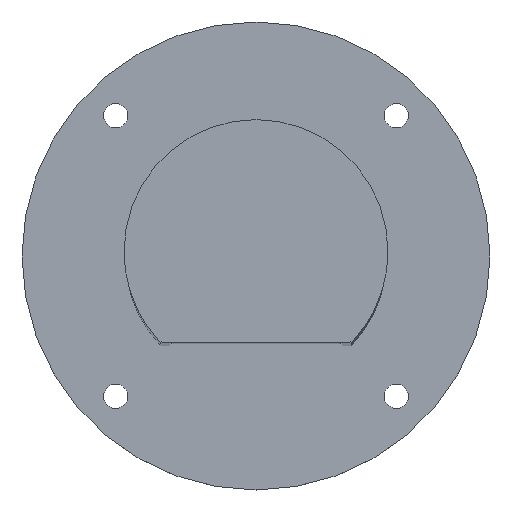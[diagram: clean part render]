
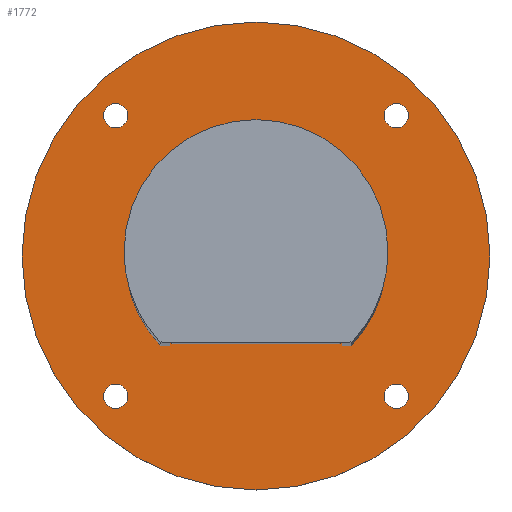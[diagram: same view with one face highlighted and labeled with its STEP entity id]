
A CAD part, top view. The second image highlights one B-rep face of the part: STEP entity #1772.
In plain terms, the highlighted face is planar.
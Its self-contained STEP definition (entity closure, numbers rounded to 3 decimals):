
#5 = CARTESIAN_POINT ( 'NONE',  ( 0., 0., 0. ) ) ;
#16 = CARTESIAN_POINT ( 'NONE',  ( 40.75, 37.5, 0. ) ) ;
#33 = CARTESIAN_POINT ( 'NONE',  ( 0., 0., 0. ) ) ;
#35 = CIRCLE ( 'NONE', #646, 3.25 ) ;
#40 = VERTEX_POINT ( 'NONE', #825 ) ;
#112 = ORIENTED_EDGE ( 'NONE', *, *, #1732, .F. ) ;
#124 = VERTEX_POINT ( 'NONE', #1755 ) ;
#131 = ORIENTED_EDGE ( 'NONE', *, *, #1005, .F. ) ;
#175 = CARTESIAN_POINT ( 'NONE',  ( 34.25, 37.5, 0. ) ) ;
#190 = DIRECTION ( 'NONE',  ( 1., 0., 0. ) ) ;
#234 = AXIS2_PLACEMENT_3D ( 'NONE', #33, #1808, #322 ) ;
#250 = ORIENTED_EDGE ( 'NONE', *, *, #697, .T. ) ;
#274 = CARTESIAN_POINT ( 'NONE',  ( 0., 0., 0. ) ) ;
#285 = DIRECTION ( 'NONE',  ( 0., 0., -1. ) ) ;
#322 = DIRECTION ( 'NONE',  ( 1., 0., 0. ) ) ;
#332 = VERTEX_POINT ( 'NONE', #1346 ) ;
#356 = CARTESIAN_POINT ( 'NONE',  ( 18.138, -20., 0. ) ) ;
#369 = EDGE_CURVE ( 'NONE', #583, #981, #35, .T. ) ;
#383 = CARTESIAN_POINT ( 'NONE',  ( 0., 0., 0. ) ) ;
#427 = CARTESIAN_POINT ( 'NONE',  ( -37.5, 37.5, 0. ) ) ;
#430 = ORIENTED_EDGE ( 'NONE', *, *, #1463, .T. ) ;
#435 = DIRECTION ( 'NONE',  ( 1., 0., 0. ) ) ;
#516 = CARTESIAN_POINT ( 'NONE',  ( -34.25, -37.5, 0. ) ) ;
#526 = EDGE_CURVE ( 'NONE', #738, #624, #1234, .T. ) ;
#546 = CARTESIAN_POINT ( 'NONE',  ( 37.5, -37.5, 0. ) ) ;
#580 = DIRECTION ( 'NONE',  ( 1., 0., 0. ) ) ;
#582 = EDGE_CURVE ( 'NONE', #628, #124, #1155, .T. ) ;
#583 = VERTEX_POINT ( 'NONE', #1929 ) ;
#593 = DIRECTION ( 'NONE',  ( 1., 0., 0. ) ) ;
#624 = VERTEX_POINT ( 'NONE', #2068 ) ;
#628 = VERTEX_POINT ( 'NONE', #1496 ) ;
#633 = EDGE_CURVE ( 'NONE', #332, #674, #965, .T. ) ;
#646 = AXIS2_PLACEMENT_3D ( 'NONE', #546, #912, #2383 ) ;
#667 = DIRECTION ( 'NONE',  ( 0., 0., 1. ) ) ;
#674 = VERTEX_POINT ( 'NONE', #1895 ) ;
#675 = DIRECTION ( 'NONE',  ( 0., 0., 1. ) ) ;
#697 = EDGE_CURVE ( 'NONE', #981, #583, #917, .T. ) ;
#738 = VERTEX_POINT ( 'NONE', #805 ) ;
#750 = ORIENTED_EDGE ( 'NONE', *, *, #633, .F. ) ;
#780 = ORIENTED_EDGE ( 'NONE', *, *, #885, .T. ) ;
#805 = CARTESIAN_POINT ( 'NONE',  ( 27., 0., 0. ) ) ;
#808 = EDGE_LOOP ( 'NONE', ( #780, #1446 ) ) ;
#812 = DIRECTION ( 'NONE',  ( 0., 0., -1. ) ) ;
#819 = EDGE_LOOP ( 'NONE', ( #250, #1660 ) ) ;
#825 = CARTESIAN_POINT ( 'NONE',  ( -62.5, 0., 0. ) ) ;
#831 = CARTESIAN_POINT ( 'NONE',  ( 0., 0., 0. ) ) ;
#838 = DIRECTION ( 'NONE',  ( 1., 0., 0. ) ) ;
#885 = EDGE_CURVE ( 'NONE', #1620, #1102, #927, .T. ) ;
#903 = ORIENTED_EDGE ( 'NONE', *, *, #1100, .T. ) ;
#912 = DIRECTION ( 'NONE',  ( 0., 0., 1. ) ) ;
#917 = CIRCLE ( 'NONE', #2012, 3.25 ) ;
#927 = CIRCLE ( 'NONE', #2202, 3.25 ) ;
#965 = CIRCLE ( 'NONE', #2059, 27. ) ;
#966 = EDGE_CURVE ( 'NONE', #124, #628, #2382, .T. ) ;
#981 = VERTEX_POINT ( 'NONE', #1433 ) ;
#1005 = EDGE_CURVE ( 'NONE', #40, #1056, #2286, .T. ) ;
#1056 = VERTEX_POINT ( 'NONE', #1885 ) ;
#1072 = ORIENTED_EDGE ( 'NONE', *, *, #526, .F. ) ;
#1083 = ORIENTED_EDGE ( 'NONE', *, *, #1278, .F. ) ;
#1100 = EDGE_CURVE ( 'NONE', #1857, #2271, #2233, .T. ) ;
#1102 = VERTEX_POINT ( 'NONE', #16 ) ;
#1113 = EDGE_LOOP ( 'NONE', ( #903, #430 ) ) ;
#1114 = DIRECTION ( 'NONE',  ( 1., 0., 0. ) ) ;
#1153 = CARTESIAN_POINT ( 'NONE',  ( 37.5, -37.5, 0. ) ) ;
#1155 = CIRCLE ( 'NONE', #2188, 3.25 ) ;
#1161 = DIRECTION ( 'NONE',  ( -1., 0., 0. ) ) ;
#1162 = EDGE_LOOP ( 'NONE', ( #112, #1072, #1083, #750 ) ) ;
#1195 = EDGE_CURVE ( 'NONE', #1056, #40, #2335, .T. ) ;
#1219 = CARTESIAN_POINT ( 'NONE',  ( -40.75, -37.5, 0. ) ) ;
#1232 = AXIS2_PLACEMENT_3D ( 'NONE', #1924, #812, #2097 ) ;
#1234 = CIRCLE ( 'NONE', #1232, 27. ) ;
#1243 = DIRECTION ( 'NONE',  ( 1., 0., 0. ) ) ;
#1264 = DIRECTION ( 'NONE',  ( 0., 0., 1. ) ) ;
#1278 = EDGE_CURVE ( 'NONE', #674, #738, #2392, .T. ) ;
#1280 = DIRECTION ( 'NONE',  ( 0., 0., 1. ) ) ;
#1315 = DIRECTION ( 'NONE',  ( 0., 0., 1. ) ) ;
#1317 = CIRCLE ( 'NONE', #1959, 3.25 ) ;
#1327 = AXIS2_PLACEMENT_3D ( 'NONE', #2048, #1315, #593 ) ;
#1343 = FACE_BOUND ( 'NONE', #819, .T. ) ;
#1344 = FACE_BOUND ( 'NONE', #1113, .T. ) ;
#1346 = CARTESIAN_POINT ( 'NONE',  ( -18.138, -20., 0. ) ) ;
#1365 = FACE_OUTER_BOUND ( 'NONE', #1739, .T. ) ;
#1368 = FACE_BOUND ( 'NONE', #1737, .T. ) ;
#1372 = FACE_BOUND ( 'NONE', #1162, .T. ) ;
#1378 = FACE_BOUND ( 'NONE', #808, .T. ) ;
#1407 = VECTOR ( 'NONE', #1161, 1000. ) ;
#1433 = CARTESIAN_POINT ( 'NONE',  ( 34.25, -37.5, 0. ) ) ;
#1445 = DIRECTION ( 'NONE',  ( 0., 0., 1. ) ) ;
#1446 = ORIENTED_EDGE ( 'NONE', *, *, #1812, .T. ) ;
#1449 = DIRECTION ( 'NONE',  ( 0., 0., 1. ) ) ;
#1463 = EDGE_CURVE ( 'NONE', #2271, #1857, #1962, .T. ) ;
#1496 = CARTESIAN_POINT ( 'NONE',  ( -34.25, 37.5, 0. ) ) ;
#1511 = AXIS2_PLACEMENT_3D ( 'NONE', #274, #285, #435 ) ;
#1512 = CARTESIAN_POINT ( 'NONE',  ( -37.5, 37.5, 0. ) ) ;
#1524 = ORIENTED_EDGE ( 'NONE', *, *, #966, .T. ) ;
#1556 = DIRECTION ( 'NONE',  ( 0., 0., 1. ) ) ;
#1620 = VERTEX_POINT ( 'NONE', #175 ) ;
#1660 = ORIENTED_EDGE ( 'NONE', *, *, #369, .T. ) ;
#1697 = LINE ( 'NONE', #356, #1407 ) ;
#1732 = EDGE_CURVE ( 'NONE', #624, #332, #1697, .T. ) ;
#1736 = PLANE ( 'NONE',  #234 ) ;
#1737 = EDGE_LOOP ( 'NONE', ( #1524, #2230 ) ) ;
#1739 = EDGE_LOOP ( 'NONE', ( #131, #2205 ) ) ;
#1745 = DIRECTION ( 'NONE',  ( -1., 0., 0. ) ) ;
#1755 = CARTESIAN_POINT ( 'NONE',  ( -40.75, 37.5, 0. ) ) ;
#1772 = ADVANCED_FACE ( 'NONE', ( #1372, #1344, #1378, #1365, #1368, #1343 ), #1736, .F. ) ;
#1808 = DIRECTION ( 'NONE',  ( 0., 0., 1. ) ) ;
#1812 = EDGE_CURVE ( 'NONE', #1102, #1620, #1317, .T. ) ;
#1843 = AXIS2_PLACEMENT_3D ( 'NONE', #831, #1449, #838 ) ;
#1857 = VERTEX_POINT ( 'NONE', #1219 ) ;
#1871 = DIRECTION ( 'NONE',  ( 0., 0., -1. ) ) ;
#1876 = DIRECTION ( 'NONE',  ( 1., 0., 0. ) ) ;
#1879 = CARTESIAN_POINT ( 'NONE',  ( -37.5, -37.5, 0. ) ) ;
#1885 = CARTESIAN_POINT ( 'NONE',  ( 62.5, 0., 0. ) ) ;
#1895 = CARTESIAN_POINT ( 'NONE',  ( -27., 0., 0. ) ) ;
#1908 = CARTESIAN_POINT ( 'NONE',  ( 37.5, 37.5, 0. ) ) ;
#1913 = AXIS2_PLACEMENT_3D ( 'NONE', #383, #1556, #190 ) ;
#1924 = CARTESIAN_POINT ( 'NONE',  ( 0., 0., 0. ) ) ;
#1929 = CARTESIAN_POINT ( 'NONE',  ( 40.75, -37.5, 0. ) ) ;
#1959 = AXIS2_PLACEMENT_3D ( 'NONE', #2312, #1445, #580 ) ;
#1962 = CIRCLE ( 'NONE', #2083, 3.25 ) ;
#2012 = AXIS2_PLACEMENT_3D ( 'NONE', #1153, #667, #2096 ) ;
#2048 = CARTESIAN_POINT ( 'NONE',  ( -37.5, -37.5, 0. ) ) ;
#2059 = AXIS2_PLACEMENT_3D ( 'NONE', #5, #1871, #1114 ) ;
#2068 = CARTESIAN_POINT ( 'NONE',  ( 18.138, -20., 0. ) ) ;
#2083 = AXIS2_PLACEMENT_3D ( 'NONE', #1879, #1264, #1243 ) ;
#2096 = DIRECTION ( 'NONE',  ( -1., 0., 0. ) ) ;
#2097 = DIRECTION ( 'NONE',  ( 1., 0., 0. ) ) ;
#2188 = AXIS2_PLACEMENT_3D ( 'NONE', #1512, #2210, #2220 ) ;
#2202 = AXIS2_PLACEMENT_3D ( 'NONE', #1908, #675, #1876 ) ;
#2205 = ORIENTED_EDGE ( 'NONE', *, *, #1195, .F. ) ;
#2210 = DIRECTION ( 'NONE',  ( 0., 0., 1. ) ) ;
#2220 = DIRECTION ( 'NONE',  ( -1., 0., 0. ) ) ;
#2230 = ORIENTED_EDGE ( 'NONE', *, *, #582, .T. ) ;
#2233 = CIRCLE ( 'NONE', #1327, 3.25 ) ;
#2271 = VERTEX_POINT ( 'NONE', #516 ) ;
#2286 = CIRCLE ( 'NONE', #1913, 62.5 ) ;
#2312 = CARTESIAN_POINT ( 'NONE',  ( 37.5, 37.5, 0. ) ) ;
#2335 = CIRCLE ( 'NONE', #1843, 62.5 ) ;
#2339 = AXIS2_PLACEMENT_3D ( 'NONE', #427, #1280, #1745 ) ;
#2382 = CIRCLE ( 'NONE', #2339, 3.25 ) ;
#2383 = DIRECTION ( 'NONE',  ( -1., 0., 0. ) ) ;
#2392 = CIRCLE ( 'NONE', #1511, 27. ) ;
